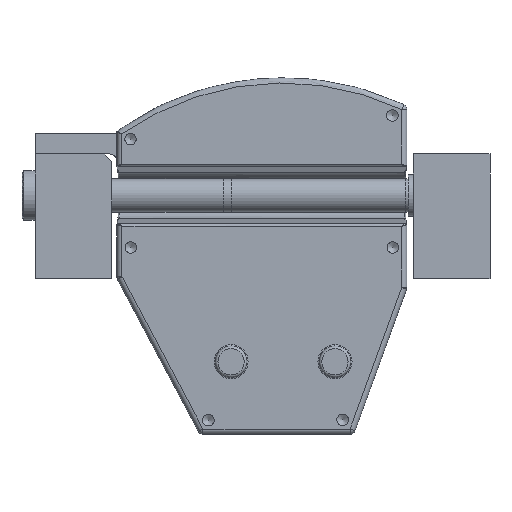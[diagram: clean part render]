
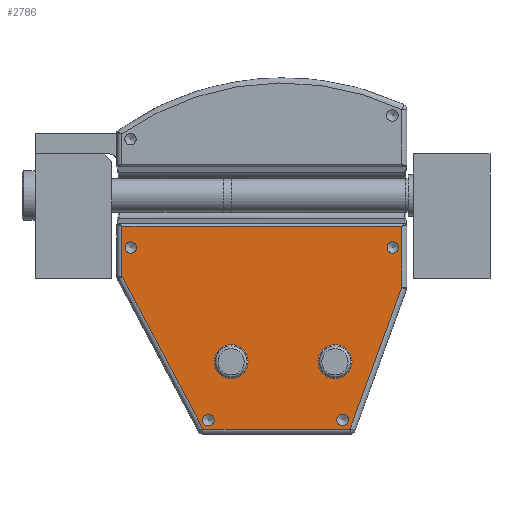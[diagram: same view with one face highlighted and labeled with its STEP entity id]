
A CAD part, left-side view. The second image highlights one B-rep face of the part: STEP entity #2786.
In plain terms, the highlighted planar face has unit normal (-1, 0, 0).
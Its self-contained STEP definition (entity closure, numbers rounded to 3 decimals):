
#546=PLANE('',#9860);
#756=FACE_BOUND('',#3938,.T.);
#757=FACE_BOUND('',#3939,.T.);
#758=FACE_BOUND('',#3940,.T.);
#759=FACE_BOUND('',#3941,.T.);
#760=FACE_BOUND('',#3942,.T.);
#761=FACE_BOUND('',#3943,.T.);
#762=FACE_BOUND('',#3944,.T.);
#1113=CIRCLE('',#9854,5.2);
#1114=CIRCLE('',#9855,5.2);
#1115=CIRCLE('',#9856,1.76);
#1116=CIRCLE('',#9857,1.76);
#1117=CIRCLE('',#9858,1.76);
#1118=CIRCLE('',#9859,1.76);
#1711=LINE('',#16805,#2267);
#1712=LINE('',#16808,#2268);
#1713=LINE('',#16810,#2269);
#1714=LINE('',#16812,#2270);
#1715=LINE('',#16814,#2271);
#1716=LINE('',#16816,#2272);
#2267=VECTOR('',#11662,1.);
#2268=VECTOR('',#11663,1.);
#2269=VECTOR('',#11664,1.);
#2270=VECTOR('',#11665,1.);
#2271=VECTOR('',#11666,1.);
#2272=VECTOR('',#11667,1.);
#2786=ADVANCED_FACE('',(#756,#757,#758,#759,#760,#761,#762),#546,.F.);
#3938=EDGE_LOOP('',(#5747));
#3939=EDGE_LOOP('',(#5748));
#3940=EDGE_LOOP('',(#5749,#5750,#5751,#5752,#5753,#5754));
#3941=EDGE_LOOP('',(#5755));
#3942=EDGE_LOOP('',(#5756));
#3943=EDGE_LOOP('',(#5757));
#3944=EDGE_LOOP('',(#5758));
#5747=ORIENTED_EDGE('',*,*,#8573,.T.);
#5748=ORIENTED_EDGE('',*,*,#8574,.T.);
#5749=ORIENTED_EDGE('',*,*,#8575,.T.);
#5750=ORIENTED_EDGE('',*,*,#8576,.T.);
#5751=ORIENTED_EDGE('',*,*,#8577,.T.);
#5752=ORIENTED_EDGE('',*,*,#8578,.T.);
#5753=ORIENTED_EDGE('',*,*,#8579,.T.);
#5754=ORIENTED_EDGE('',*,*,#8580,.T.);
#5755=ORIENTED_EDGE('',*,*,#8581,.T.);
#5756=ORIENTED_EDGE('',*,*,#8582,.T.);
#5757=ORIENTED_EDGE('',*,*,#8583,.T.);
#5758=ORIENTED_EDGE('',*,*,#8584,.T.);
#7462=VERTEX_POINT('',#16802);
#7463=VERTEX_POINT('',#16804);
#7464=VERTEX_POINT('',#16806);
#7465=VERTEX_POINT('',#16807);
#7466=VERTEX_POINT('',#16809);
#7467=VERTEX_POINT('',#16811);
#7468=VERTEX_POINT('',#16813);
#7469=VERTEX_POINT('',#16815);
#7470=VERTEX_POINT('',#16818);
#7471=VERTEX_POINT('',#16820);
#7472=VERTEX_POINT('',#16822);
#7473=VERTEX_POINT('',#16824);
#8573=EDGE_CURVE('',#7462,#7462,#1113,.T.);
#8574=EDGE_CURVE('',#7463,#7463,#1114,.T.);
#8575=EDGE_CURVE('',#7464,#7465,#1711,.T.);
#8576=EDGE_CURVE('',#7465,#7466,#1712,.T.);
#8577=EDGE_CURVE('',#7466,#7467,#1713,.T.);
#8578=EDGE_CURVE('',#7467,#7468,#1714,.T.);
#8579=EDGE_CURVE('',#7468,#7469,#1715,.T.);
#8580=EDGE_CURVE('',#7469,#7464,#1716,.T.);
#8581=EDGE_CURVE('',#7470,#7470,#1115,.T.);
#8582=EDGE_CURVE('',#7471,#7471,#1116,.T.);
#8583=EDGE_CURVE('',#7472,#7472,#1117,.T.);
#8584=EDGE_CURVE('',#7473,#7473,#1118,.T.);
#9854=AXIS2_PLACEMENT_3D('',#16801,#11658,#11659);
#9855=AXIS2_PLACEMENT_3D('',#16803,#11660,#11661);
#9856=AXIS2_PLACEMENT_3D('',#16817,#11668,#11669);
#9857=AXIS2_PLACEMENT_3D('',#16819,#11670,#11671);
#9858=AXIS2_PLACEMENT_3D('',#16821,#11672,#11673);
#9859=AXIS2_PLACEMENT_3D('',#16823,#11674,#11675);
#9860=AXIS2_PLACEMENT_3D('',#16825,#11676,#11677);
#11658=DIRECTION('',(1.,0.,0.));
#11659=DIRECTION('',(0.,0.,-1.));
#11660=DIRECTION('',(1.,0.,0.));
#11661=DIRECTION('',(0.,0.,-1.));
#11662=DIRECTION('',(0.,1.,0.));
#11663=DIRECTION('',(0.,0.,-1.));
#11664=DIRECTION('',(0.,-0.469,-0.883));
#11665=DIRECTION('',(0.,-1.,0.));
#11666=DIRECTION('',(0.,-0.342,0.94));
#11667=DIRECTION('',(0.,0.,1.));
#11668=DIRECTION('',(1.,0.,0.));
#11669=DIRECTION('',(0.,0.,-1.));
#11670=DIRECTION('',(1.,0.,0.));
#11671=DIRECTION('',(0.,0.,-1.));
#11672=DIRECTION('',(1.,0.,0.));
#11673=DIRECTION('',(0.,0.,-1.));
#11674=DIRECTION('',(1.,0.,0.));
#11675=DIRECTION('',(0.,0.,-1.));
#11676=DIRECTION('',(1.,0.,0.));
#11677=DIRECTION('',(0.,0.,1.));
#16801=CARTESIAN_POINT('',(-18.655,84.311,115.951));
#16802=CARTESIAN_POINT('',(-18.655,84.311,110.751));
#16803=CARTESIAN_POINT('',(-18.655,52.561,115.951));
#16804=CARTESIAN_POINT('',(-18.655,52.561,110.751));
#16805=CARTESIAN_POINT('',(-18.655,30.565,157.309));
#16806=CARTESIAN_POINT('',(-18.655,32.167,157.309));
#16807=CARTESIAN_POINT('',(-18.655,117.634,157.309));
#16808=CARTESIAN_POINT('',(-18.655,117.634,141.937));
#16809=CARTESIAN_POINT('',(-18.655,117.634,141.944));
#16810=CARTESIAN_POINT('',(-18.655,92.879,95.387));
#16811=CARTESIAN_POINT('',(-18.655,92.887,95.402));
#16812=CARTESIAN_POINT('',(-18.655,68.436,95.402));
#16813=CARTESIAN_POINT('',(-18.655,47.931,95.402));
#16814=CARTESIAN_POINT('',(-18.655,32.166,138.716));
#16815=CARTESIAN_POINT('',(-18.655,32.167,138.711));
#16816=CARTESIAN_POINT('',(-18.655,32.167,157.309));
#16817=CARTESIAN_POINT('',(-18.655,50.236,98.192));
#16818=CARTESIAN_POINT('',(-18.655,50.236,96.432));
#16819=CARTESIAN_POINT('',(-18.655,91.236,98.092));
#16820=CARTESIAN_POINT('',(-18.655,91.236,96.332));
#16821=CARTESIAN_POINT('',(-18.655,114.918,150.876));
#16822=CARTESIAN_POINT('',(-18.655,114.918,149.116));
#16823=CARTESIAN_POINT('',(-18.655,34.883,150.876));
#16824=CARTESIAN_POINT('',(-18.655,34.883,149.116));
#16825=CARTESIAN_POINT('',(-18.655,68.436,115.951));
